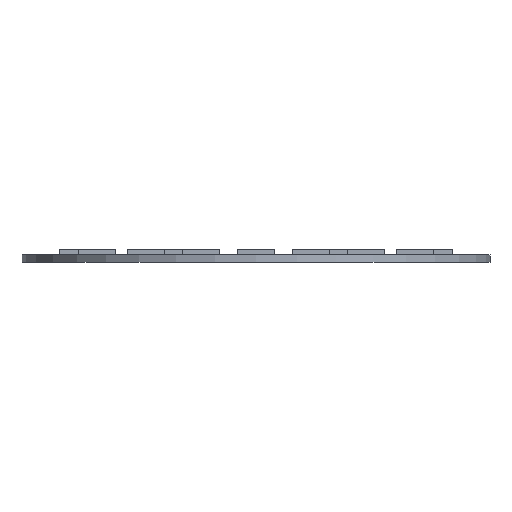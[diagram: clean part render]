
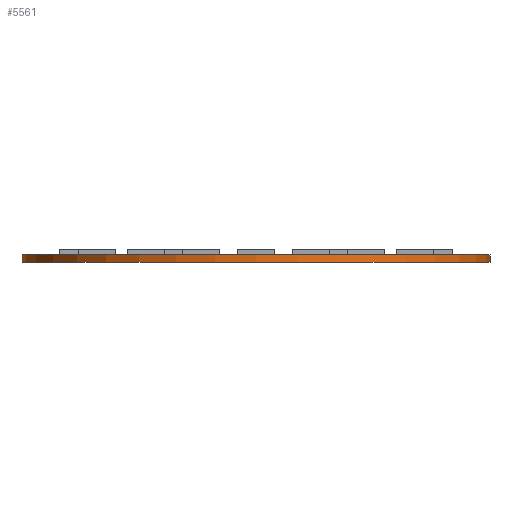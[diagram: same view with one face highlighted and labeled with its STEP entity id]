
A CAD part, left-side view. The second image highlights one B-rep face of the part: STEP entity #5561.
In plain terms, the highlighted cylindrical face has radius 70 mm (diameter 140 mm), a partial arc.
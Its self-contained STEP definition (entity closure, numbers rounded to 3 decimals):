
#5445 = EDGE_CURVE('',#5446,#5448,#5450,.T.);
#5446 = VERTEX_POINT('',#5447);
#5447 = CARTESIAN_POINT('',(120.,-30.,0.));
#5448 = VERTEX_POINT('',#5449);
#5449 = CARTESIAN_POINT('',(120.,-30.,2.255));
#5450 = SURFACE_CURVE('',#5451,(#5455,#5467),.PCURVE_S1.);
#5451 = LINE('',#5452,#5453);
#5452 = CARTESIAN_POINT('',(120.,-30.,0.));
#5453 = VECTOR('',#5454,1.);
#5454 = DIRECTION('',(0.,0.,1.));
#5455 = PCURVE('',#5456,#5461);
#5456 = PLANE('',#5457);
#5457 = AXIS2_PLACEMENT_3D('',#5458,#5459,#5460);
#5458 = CARTESIAN_POINT('',(120.,-30.,0.));
#5459 = DIRECTION('',(0.,1.,0.));
#5460 = DIRECTION('',(1.,0.,0.));
#5461 = DEFINITIONAL_REPRESENTATION('',(#5462),#5466);
#5462 = LINE('',#5463,#5464);
#5463 = CARTESIAN_POINT('',(0.,0.));
#5464 = VECTOR('',#5465,1.);
#5465 = DIRECTION('',(0.,-1.));
#5466 = ( GEOMETRIC_REPRESENTATION_CONTEXT(2) 
PARAMETRIC_REPRESENTATION_CONTEXT() REPRESENTATION_CONTEXT('2D SPACE',''
  ) );
#5467 = PCURVE('',#5468,#5473);
#5468 = CYLINDRICAL_SURFACE('',#5469,70.);
#5469 = AXIS2_PLACEMENT_3D('',#5470,#5471,#5472);
#5470 = CARTESIAN_POINT('',(120.,-100.,0.));
#5471 = DIRECTION('',(-0.,-0.,-1.));
#5472 = DIRECTION('',(1.,0.,-0.));
#5473 = DEFINITIONAL_REPRESENTATION('',(#5474),#5478);
#5474 = LINE('',#5475,#5476);
#5475 = CARTESIAN_POINT('',(-1.571,0.));
#5476 = VECTOR('',#5477,1.);
#5477 = DIRECTION('',(-0.,-1.));
#5478 = ( GEOMETRIC_REPRESENTATION_CONTEXT(2) 
PARAMETRIC_REPRESENTATION_CONTEXT() REPRESENTATION_CONTEXT('2D SPACE',''
  ) );
#5496 = PLANE('',#5497);
#5497 = AXIS2_PLACEMENT_3D('',#5498,#5499,#5500);
#5498 = CARTESIAN_POINT('',(148.205,-100.,2.255));
#5499 = DIRECTION('',(-0.,-0.,-1.));
#5500 = DIRECTION('',(-1.,0.,0.));
#5550 = PLANE('',#5551);
#5551 = AXIS2_PLACEMENT_3D('',#5552,#5553,#5554);
#5552 = CARTESIAN_POINT('',(148.205,-100.,0.));
#5553 = DIRECTION('',(-0.,-0.,-1.));
#5554 = DIRECTION('',(-1.,0.,0.));
#5561 = ADVANCED_FACE('',(#5562),#5468,.T.);
#5562 = FACE_BOUND('',#5563,.F.);
#5563 = EDGE_LOOP('',(#5564,#5565,#5593,#5621));
#5564 = ORIENTED_EDGE('',*,*,#5445,.T.);
#5565 = ORIENTED_EDGE('',*,*,#5566,.T.);
#5566 = EDGE_CURVE('',#5448,#5567,#5569,.T.);
#5567 = VERTEX_POINT('',#5568);
#5568 = CARTESIAN_POINT('',(120.,-170.,2.255));
#5569 = SURFACE_CURVE('',#5570,(#5575,#5582),.PCURVE_S1.);
#5570 = CIRCLE('',#5571,70.);
#5571 = AXIS2_PLACEMENT_3D('',#5572,#5573,#5574);
#5572 = CARTESIAN_POINT('',(120.,-100.,2.255));
#5573 = DIRECTION('',(0.,0.,1.));
#5574 = DIRECTION('',(1.,0.,-0.));
#5575 = PCURVE('',#5468,#5576);
#5576 = DEFINITIONAL_REPRESENTATION('',(#5577),#5581);
#5577 = LINE('',#5578,#5579);
#5578 = CARTESIAN_POINT('',(-0.,-2.255));
#5579 = VECTOR('',#5580,1.);
#5580 = DIRECTION('',(-1.,0.));
#5581 = ( GEOMETRIC_REPRESENTATION_CONTEXT(2) 
PARAMETRIC_REPRESENTATION_CONTEXT() REPRESENTATION_CONTEXT('2D SPACE',''
  ) );
#5582 = PCURVE('',#5496,#5583);
#5583 = DEFINITIONAL_REPRESENTATION('',(#5584),#5592);
#5584 = ( BOUNDED_CURVE() B_SPLINE_CURVE(2,(#5585,#5586,#5587,#5588,
#5589,#5590,#5591),.UNSPECIFIED.,.T.,.F.) B_SPLINE_CURVE_WITH_KNOTS((1,2
    ,2,2,2,1),(-2.094,0.,2.094,4.189,
6.283,8.378),.UNSPECIFIED.) CURVE() 
GEOMETRIC_REPRESENTATION_ITEM() RATIONAL_B_SPLINE_CURVE((1.,0.5,1.,0.5,
1.,0.5,1.)) REPRESENTATION_ITEM('') );
#5585 = CARTESIAN_POINT('',(-41.795,0.));
#5586 = CARTESIAN_POINT('',(-41.795,121.244));
#5587 = CARTESIAN_POINT('',(63.205,60.622));
#5588 = CARTESIAN_POINT('',(168.205,0.));
#5589 = CARTESIAN_POINT('',(63.205,-60.622));
#5590 = CARTESIAN_POINT('',(-41.795,-121.244));
#5591 = CARTESIAN_POINT('',(-41.795,0.));
#5592 = ( GEOMETRIC_REPRESENTATION_CONTEXT(2) 
PARAMETRIC_REPRESENTATION_CONTEXT() REPRESENTATION_CONTEXT('2D SPACE',''
  ) );
#5593 = ORIENTED_EDGE('',*,*,#5594,.F.);
#5594 = EDGE_CURVE('',#5595,#5567,#5597,.T.);
#5595 = VERTEX_POINT('',#5596);
#5596 = CARTESIAN_POINT('',(120.,-170.,0.));
#5597 = SURFACE_CURVE('',#5598,(#5602,#5609),.PCURVE_S1.);
#5598 = LINE('',#5599,#5600);
#5599 = CARTESIAN_POINT('',(120.,-170.,0.));
#5600 = VECTOR('',#5601,1.);
#5601 = DIRECTION('',(0.,0.,1.));
#5602 = PCURVE('',#5468,#5603);
#5603 = DEFINITIONAL_REPRESENTATION('',(#5604),#5608);
#5604 = LINE('',#5605,#5606);
#5605 = CARTESIAN_POINT('',(-4.712,0.));
#5606 = VECTOR('',#5607,1.);
#5607 = DIRECTION('',(-0.,-1.));
#5608 = ( GEOMETRIC_REPRESENTATION_CONTEXT(2) 
PARAMETRIC_REPRESENTATION_CONTEXT() REPRESENTATION_CONTEXT('2D SPACE',''
  ) );
#5609 = PCURVE('',#5610,#5615);
#5610 = PLANE('',#5611);
#5611 = AXIS2_PLACEMENT_3D('',#5612,#5613,#5614);
#5612 = CARTESIAN_POINT('',(220.,-170.,0.));
#5613 = DIRECTION('',(0.,-1.,0.));
#5614 = DIRECTION('',(-1.,0.,0.));
#5615 = DEFINITIONAL_REPRESENTATION('',(#5616),#5620);
#5616 = LINE('',#5617,#5618);
#5617 = CARTESIAN_POINT('',(100.,0.));
#5618 = VECTOR('',#5619,1.);
#5619 = DIRECTION('',(0.,-1.));
#5620 = ( GEOMETRIC_REPRESENTATION_CONTEXT(2) 
PARAMETRIC_REPRESENTATION_CONTEXT() REPRESENTATION_CONTEXT('2D SPACE',''
  ) );
#5621 = ORIENTED_EDGE('',*,*,#5622,.F.);
#5622 = EDGE_CURVE('',#5446,#5595,#5623,.T.);
#5623 = SURFACE_CURVE('',#5624,(#5629,#5636),.PCURVE_S1.);
#5624 = CIRCLE('',#5625,70.);
#5625 = AXIS2_PLACEMENT_3D('',#5626,#5627,#5628);
#5626 = CARTESIAN_POINT('',(120.,-100.,0.));
#5627 = DIRECTION('',(0.,0.,1.));
#5628 = DIRECTION('',(1.,0.,-0.));
#5629 = PCURVE('',#5468,#5630);
#5630 = DEFINITIONAL_REPRESENTATION('',(#5631),#5635);
#5631 = LINE('',#5632,#5633);
#5632 = CARTESIAN_POINT('',(-0.,0.));
#5633 = VECTOR('',#5634,1.);
#5634 = DIRECTION('',(-1.,0.));
#5635 = ( GEOMETRIC_REPRESENTATION_CONTEXT(2) 
PARAMETRIC_REPRESENTATION_CONTEXT() REPRESENTATION_CONTEXT('2D SPACE',''
  ) );
#5636 = PCURVE('',#5550,#5637);
#5637 = DEFINITIONAL_REPRESENTATION('',(#5638),#5646);
#5638 = ( BOUNDED_CURVE() B_SPLINE_CURVE(2,(#5639,#5640,#5641,#5642,
#5643,#5644,#5645),.UNSPECIFIED.,.T.,.F.) B_SPLINE_CURVE_WITH_KNOTS((1,2
    ,2,2,2,1),(-2.094,0.,2.094,4.189,
6.283,8.378),.UNSPECIFIED.) CURVE() 
GEOMETRIC_REPRESENTATION_ITEM() RATIONAL_B_SPLINE_CURVE((1.,0.5,1.,0.5,
1.,0.5,1.)) REPRESENTATION_ITEM('') );
#5639 = CARTESIAN_POINT('',(-41.795,0.));
#5640 = CARTESIAN_POINT('',(-41.795,121.244));
#5641 = CARTESIAN_POINT('',(63.205,60.622));
#5642 = CARTESIAN_POINT('',(168.205,0.));
#5643 = CARTESIAN_POINT('',(63.205,-60.622));
#5644 = CARTESIAN_POINT('',(-41.795,-121.244));
#5645 = CARTESIAN_POINT('',(-41.795,0.));
#5646 = ( GEOMETRIC_REPRESENTATION_CONTEXT(2) 
PARAMETRIC_REPRESENTATION_CONTEXT() REPRESENTATION_CONTEXT('2D SPACE',''
  ) );
